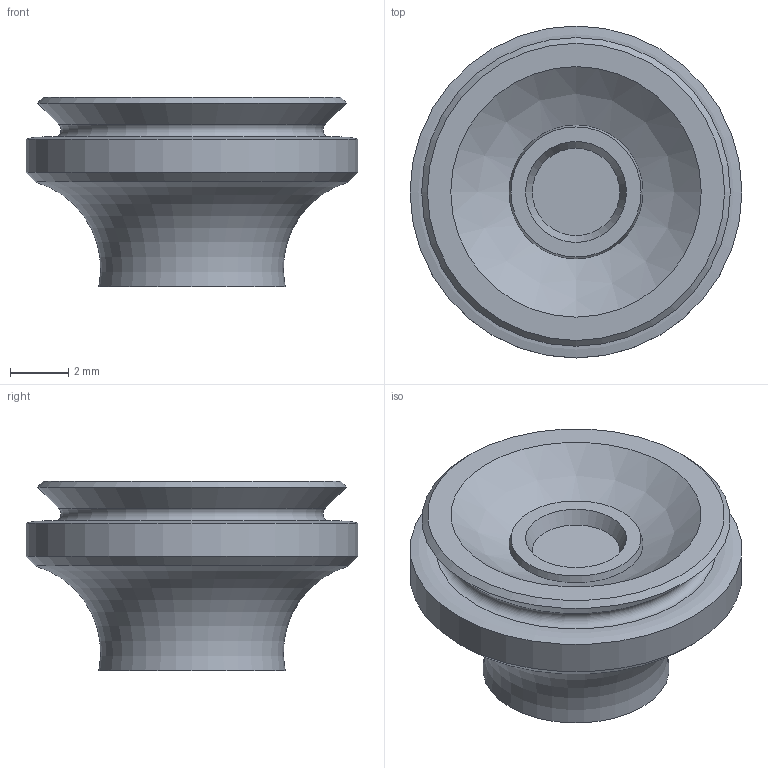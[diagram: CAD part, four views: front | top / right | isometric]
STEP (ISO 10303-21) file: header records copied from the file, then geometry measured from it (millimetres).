
FILE_DESCRIPTION(/* description */ ('STEP AP214'),/* implementation_level */ '2;1');
FILE_NAME(/* name */ 'CC2 Primary Cap 5-29-2025 v1.step',/* time_stamp */ '2025-05-29T10:26:41-05:00',/* author */ (''),/* organization */ (''),/* preprocessor_version */ 'ST-DEVELOPER v20.1',/* originating_system */ 'Autodesk Translation Framework v14.10.0.0',/* authorisation */ '');
FILE_SCHEMA (('AP203_CONFIGURATION_CONTROLLED_3D_DESIGN_OF_MECHANICAL_PARTS_AND_ASSEMBLIES_MIM_LF { 1 0 10303 203 3 1 4 }','AUTOMOTIVE_DESIGN { 1 0 10303 214 3 1 1 }'));
Length unit declared in the file: millimetre
Products named in the file (1): M4GPrimaryCap
Bounding box: 11.4 x 11.4 x 6.5 mm (x, y, z)
Volume: 320.2 mm3; surface area: 442.5 mm2
Topology: 1 solids, 1 shells, 22 faces, 51 edges, 34 vertices
Faces by surface type: cylinder 5, cone 5, bspline 5, plane 4, torus 3
Full cylindrical faces by diameter (mm): 3.916 x2, 11.4 x1
Entity records: 2683 total; most frequent: CARTESIAN_POINT 2173, ORIENTED_EDGE 102, DIRECTION 89, EDGE_CURVE 51, AXIS2_PLACEMENT_3D 40, VERTEX_POINT 34, EDGE_LOOP 25, FACE_OUTER_BOUND 22
